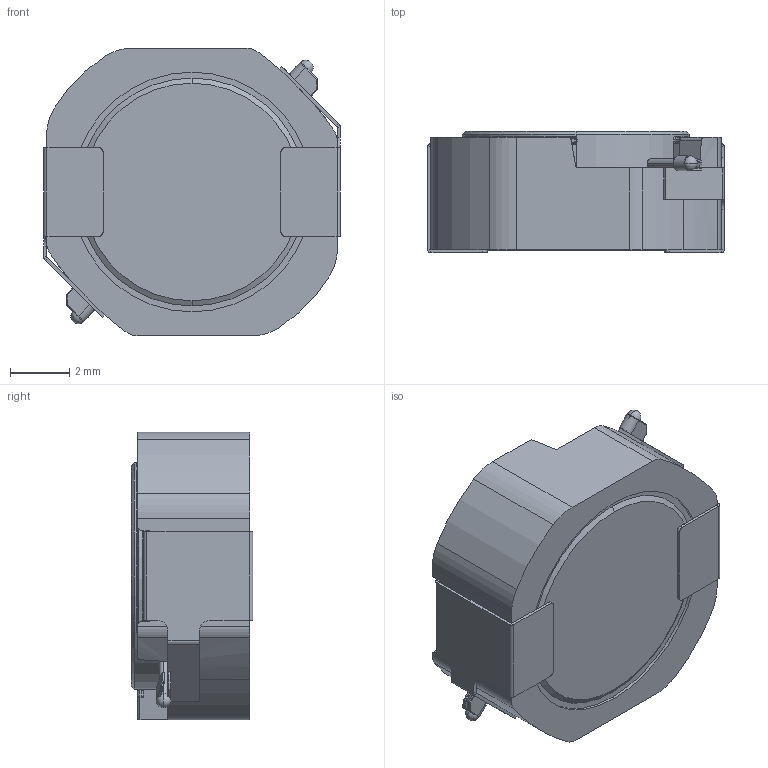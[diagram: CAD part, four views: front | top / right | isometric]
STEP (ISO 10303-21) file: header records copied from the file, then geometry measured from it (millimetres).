
FILE_DESCRIPTION (( 'STEP AP214' ), '1' );
FILE_NAME ('CLF10040T-150M-D.STEP', '2022-03-07T08:38:26', ( '' ), ( '' ), 'SwSTEP 2.0', 'SolidWorks 2017', '' );
FILE_SCHEMA (( 'AUTOMOTIVE_DESIGN' ));
Length unit declared in the file: millimetre
Products named in the file (1): CLF10040T-150M-D
Bounding box: 10 x 4.1 x 9.7 mm (x, y, z)
Volume: 314.7 mm3; surface area: 429.9 mm2
Topology: 9 solids, 9 shells, 324 faces, 789 edges, 467 vertices
Faces by surface type: cylinder 126, plane 120, sphere 36, bspline 26, torus 12, cone 4
Entity records: 10355 total; most frequent: CARTESIAN_POINT 2978, DIRECTION 1534, ORIENTED_EDGE 1522, EDGE_CURVE 761, AXIS2_PLACEMENT_3D 583, VERTEX_POINT 457, VECTOR 368, LINE 368
